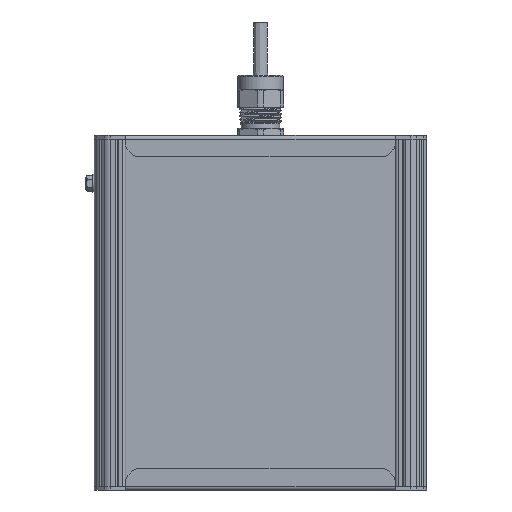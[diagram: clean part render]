
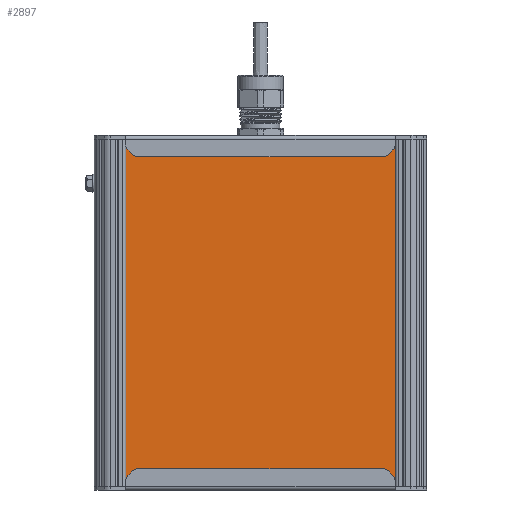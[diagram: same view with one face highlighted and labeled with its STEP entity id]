
A CAD part, front view. The second image highlights one B-rep face of the part: STEP entity #2897.
In plain terms, the highlighted face is planar.
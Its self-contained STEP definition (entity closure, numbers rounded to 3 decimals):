
#2897=ADVANCED_FACE('',(#7015),#7017,.T.);
#7015=FACE_BOUND('',#7016,.T.);
#7016=EDGE_LOOP('',(#35572,#35573,#35574,#35575));
#7017=PLANE('',#7018);
#7018=AXIS2_PLACEMENT_3D('',#7019,#7020,#7021);
#7019=CARTESIAN_POINT('',(2111.497,401.002,-34.582));
#7020=DIRECTION('',(0.,0.,-1.));
#7021=DIRECTION('',(0.,1.,0.));
#35572=ORIENTED_EDGE('',*,*,#40024,.T.);
#35573=ORIENTED_EDGE('',*,*,#40025,.F.);
#35574=ORIENTED_EDGE('',*,*,#40026,.F.);
#35575=ORIENTED_EDGE('',*,*,#40027,.T.);
#40024=EDGE_CURVE('',#43687,#43688,#43689,.T.);
#40025=EDGE_CURVE('',#43690,#43688,#43691,.T.);
#40026=EDGE_CURVE('',#43692,#43690,#43693,.T.);
#40027=EDGE_CURVE('',#43692,#43687,#43694,.T.);
#43687=VERTEX_POINT('',#51699);
#43688=VERTEX_POINT('',#51700);
#43689=LINE('',#51701,#51702);
#43690=VERTEX_POINT('',#51704);
#43691=LINE('',#51705,#51706);
#43692=VERTEX_POINT('',#51708);
#43693=LINE('',#51709,#51710);
#43694=LINE('',#51712,#51713);
#51699=CARTESIAN_POINT('',(2307.497,565.13,-34.582));
#51700=CARTESIAN_POINT('',(2307.497,401.002,-34.582));
#51701=CARTESIAN_POINT('',(2307.497,565.13,-34.582));
#51702=VECTOR('',#51703,1.);
#51703=DIRECTION('',(0.,-1.,0.));
#51704=CARTESIAN_POINT('',(2111.497,401.002,-34.582));
#51705=CARTESIAN_POINT('',(2111.497,401.002,-34.582));
#51706=VECTOR('',#51707,1.);
#51707=DIRECTION('',(1.,0.,0.));
#51708=CARTESIAN_POINT('',(2111.497,565.13,-34.582));
#51709=CARTESIAN_POINT('',(2111.497,565.13,-34.582));
#51710=VECTOR('',#51711,1.);
#51711=DIRECTION('',(0.,-1.,0.));
#51712=CARTESIAN_POINT('',(2111.497,565.13,-34.582));
#51713=VECTOR('',#51714,1.);
#51714=DIRECTION('',(1.,0.,0.));
